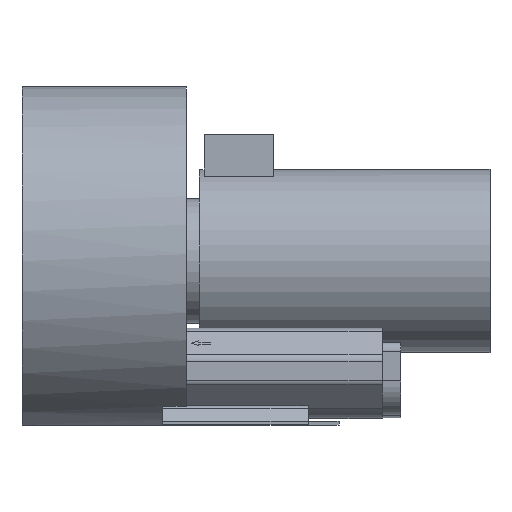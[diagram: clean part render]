
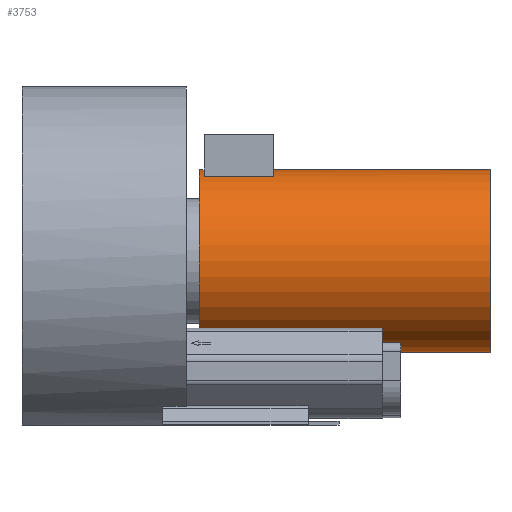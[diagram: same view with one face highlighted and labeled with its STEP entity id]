
A CAD part, top view. The second image highlights one B-rep face of the part: STEP entity #3753.
In plain terms, the highlighted cylindrical face has radius 97.75 mm (diameter 195.5 mm), a full revolution.
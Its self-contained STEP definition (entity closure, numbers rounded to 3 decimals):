
#3686=CARTESIAN_POINT('',(499.,0.,-97.75));
#3687=VERTEX_POINT('',#3686);
#3688=CARTESIAN_POINT('',(499.,0.0,0.0));
#3689=DIRECTION('',(-1.0,0.0,0.0));
#3690=DIRECTION('',(0.0,0.0,1.0));
#3691=AXIS2_PLACEMENT_3D('',#3688,#3689,#3690);
#3692=CIRCLE('',#3691,97.75);
#3693=EDGE_CURVE('',#3687,#3687,#3692,.T.);
#3698=CARTESIAN_POINT('',(189.0,0.0,0.0));
#3699=DIRECTION('',(1.0,0.0,0.0));
#3700=DIRECTION('',(0.0,0.0,1.0));
#3701=AXIS2_PLACEMENT_3D('',#3698,#3699,#3700);
#3702=CYLINDRICAL_SURFACE('',#3701,97.75);
#3703=ORIENTED_EDGE('',*,*,#3693,.T.);
#3704=EDGE_LOOP('',(#3703));
#3705=FACE_OUTER_BOUND('',#3704,.T.);
#3706=CARTESIAN_POINT('',(268.0,90.477,-37.0));
#3707=VERTEX_POINT('',#3706);
#3708=CARTESIAN_POINT('',(268.0,90.477,37.0));
#3709=VERTEX_POINT('',#3708);
#3710=CARTESIAN_POINT('',(268.0,0.0,0.0));
#3711=DIRECTION('',(1.0,0.0,0.0));
#3712=DIRECTION('',(0.0,0.0,1.0));
#3713=AXIS2_PLACEMENT_3D('',#3710,#3711,#3712);
#3714=CIRCLE('',#3713,97.75);
#3715=EDGE_CURVE('',#3707,#3709,#3714,.T.);
#3716=ORIENTED_EDGE('',*,*,#3715,.T.);
#3717=CARTESIAN_POINT('',(194.0,90.477,37.0));
#3718=VERTEX_POINT('',#3717);
#3719=CARTESIAN_POINT('',(268.0,90.477,37.0));
#3720=DIRECTION('',(-1.0,0.0,0.0));
#3721=VECTOR('',#3720,74.0);
#3722=LINE('',#3719,#3721);
#3723=EDGE_CURVE('',#3709,#3718,#3722,.T.);
#3724=ORIENTED_EDGE('',*,*,#3723,.T.);
#3725=CARTESIAN_POINT('',(194.0,90.477,-37.0));
#3726=VERTEX_POINT('',#3725);
#3727=CARTESIAN_POINT('',(194.0,0.0,0.0));
#3728=DIRECTION('',(-1.0,0.0,0.0));
#3729=DIRECTION('',(0.0,0.0,1.0));
#3730=AXIS2_PLACEMENT_3D('',#3727,#3728,#3729);
#3731=CIRCLE('',#3730,97.75);
#3732=EDGE_CURVE('',#3718,#3726,#3731,.T.);
#3733=ORIENTED_EDGE('',*,*,#3732,.T.);
#3734=CARTESIAN_POINT('',(194.0,90.477,-37.0));
#3735=DIRECTION('',(1.0,0.0,0.0));
#3736=VECTOR('',#3735,74.0);
#3737=LINE('',#3734,#3736);
#3738=EDGE_CURVE('',#3726,#3707,#3737,.T.);
#3739=ORIENTED_EDGE('',*,*,#3738,.T.);
#3740=EDGE_LOOP('',(#3716,#3724,#3733,#3739));
#3741=FACE_BOUND('',#3740,.T.);
#3742=CARTESIAN_POINT('',(189.0,0.,-97.75));
#3743=VERTEX_POINT('',#3742);
#3744=CARTESIAN_POINT('',(189.0,0.0,0.0));
#3745=DIRECTION('',(-1.0,0.0,0.0));
#3746=DIRECTION('',(0.0,0.0,1.0));
#3747=AXIS2_PLACEMENT_3D('',#3744,#3745,#3746);
#3748=CIRCLE('',#3747,97.75);
#3749=EDGE_CURVE('',#3743,#3743,#3748,.T.);
#3750=ORIENTED_EDGE('',*,*,#3749,.F.);
#3751=EDGE_LOOP('',(#3750));
#3752=FACE_BOUND('',#3751,.T.);
#3753=ADVANCED_FACE('',(#3705,#3741,#3752),#3702,.T.);
